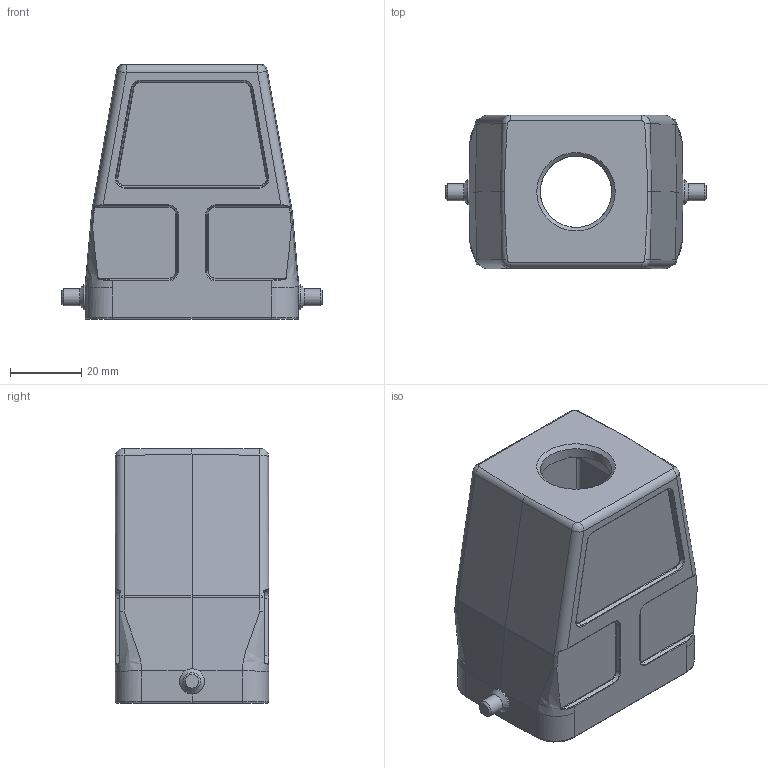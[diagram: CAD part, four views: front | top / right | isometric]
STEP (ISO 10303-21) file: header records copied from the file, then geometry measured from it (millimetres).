
FILE_DESCRIPTION(/* description */ (''),/* implementation_level */ '2;1');
FILE_NAME(/* name */ '100577261ugm000_e.stp',/* time_stamp */ '2017-12-08T10:30:13+01:00',/* author */ (''),/* organization */ (''),/* preprocessor_version */ 'ST-DEVELOPER v16',/* originating_system */ 'SIEMENS PLM Software NX 10.0',/* authorisation */ '');
FILE_SCHEMA (('AUTOMOTIVE_DESIGN { 1 0 10303 214 3 1 1 1 }'));
Length unit declared in the file: millimetre
Products named in the file (1): 100577261ugm000_e
Bounding box: 73 x 43 x 71.5 mm (x, y, z)
Volume: 49697.4 mm3; surface area: 28343.2 mm2
Topology: 1 solids, 1 shells, 440 faces, 1596 edges, 1695 vertices
Faces by surface type: plane 157, cylinder 122, bspline 76, torus 44, cone 37, sphere 4
Full cylindrical faces by diameter (mm): 3 x4, 4 x2, 4.8 x2, 7 x2, 20 x1
Entity records: 22196 total; most frequent: CARTESIAN_POINT 6213, DIRECTION 2152, ORIENTED_EDGE 2044, EDGE_CURVE 1022, PRESENTATION_STYLE_ASSIGNMENT 970, AXIS2_PLACEMENT_3D 752, LINE 648, VECTOR 648
